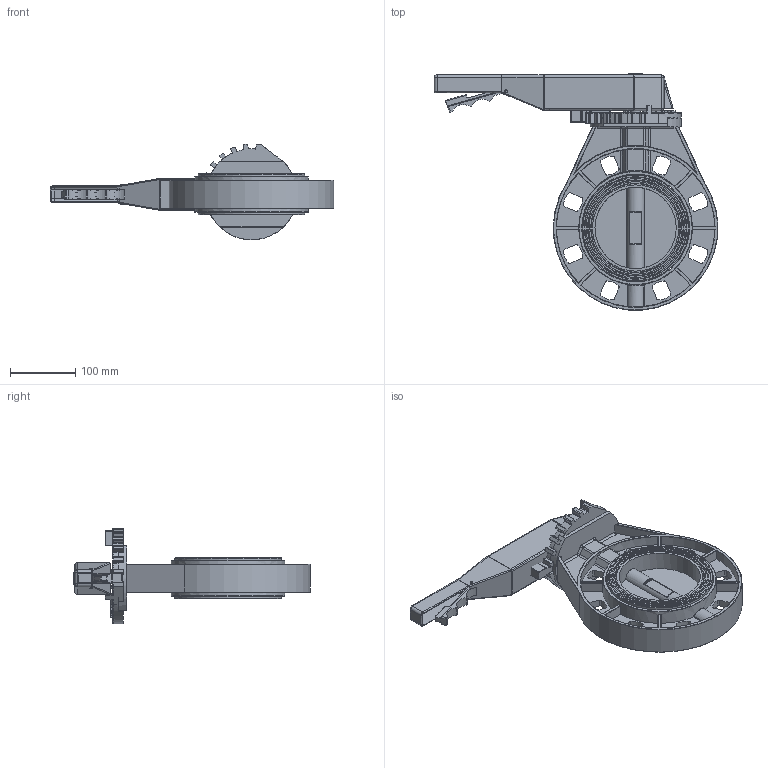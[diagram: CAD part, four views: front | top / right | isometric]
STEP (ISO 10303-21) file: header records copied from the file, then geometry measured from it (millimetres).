
FILE_DESCRIPTION(/* description */ (''),/* implementation_level */ '2;1');
FILE_NAME(/* name */ 'DN125_3D_STEP.stp',/* time_stamp */ '2025-09-09T23:51:40+03:00',/* author */ ('igorr'),/* organization */ (''),/* preprocessor_version */ 'ST-DEVELOPER v20',/* originating_system */ 'Autodesk Inventor 2025',/* authorisation */ '');
FILE_SCHEMA (('AUTOMOTIVE_DESIGN { 1 0 10303 214 3 1 1 }'));
Length unit declared in the file: millimetre
Products named in the file (3): Сборка1; Деталь1; Деталь2
Assembly tree (2 placements, depth 2):
  Сборка1
    Деталь1
    Деталь2
Bounding box: 436.61 x 363.43 x 147.09 mm (x, y, z)
Volume: 1805790.5 mm3; surface area: 491158.6 mm2
Topology: 3 solids, 3 shells, 973 faces, 2480 edges, 1546 vertices
Faces by surface type: plane 358, cylinder 271, bspline 261, torus 77, sphere 6
Full cylindrical faces by diameter (mm): 15 x1, 27 x2, 125 x2, 164.2 x1, 165 x1, 175 x2
Entity records: 36277 total; most frequent: CARTESIAN_POINT 12608, ORIENTED_EDGE 4956, DIRECTION 4468, EDGE_CURVE 2478, AXIS2_PLACEMENT_3D 1631, VERTEX_POINT 1546, LINE 1206, VECTOR 1206
